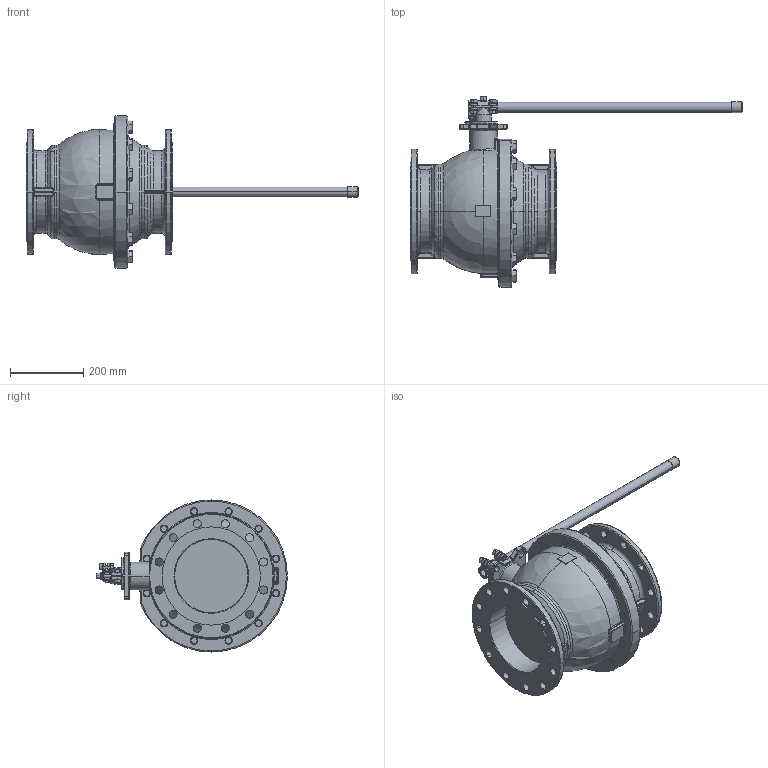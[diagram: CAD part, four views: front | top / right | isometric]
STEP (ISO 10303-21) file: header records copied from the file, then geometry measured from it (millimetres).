
FILE_DESCRIPTION(('STEP AP214'),'1');
FILE_NAME('valve_ksl77-200-16-e.stp','2020-05-05T07:58:37',('TraceParts'),('TraceParts S.A.'),'Spatial InterOp 3D',' ',' ');
FILE_SCHEMA(('AUTOMOTIVE_DESIGN { 1 0 10303 214 1 1 1 1 }'));
Length unit declared in the file: millimetre
Products named in the file (1): Volumenkörper3
Bounding box: 906 x 520.5 x 415 mm (x, y, z)
Volume: 25492347.1 mm3; surface area: 1112199.8 mm2
Topology: 14 solids, 14 shells, 1355 faces, 3452 edges, 2159 vertices
Faces by surface type: cylinder 505, plane 359, bspline 180, cone 171, torus 119, sphere 21
Entity records: 58459 total; most frequent: CARTESIAN_POINT 15395, ORIENTED_EDGE 6840, DIRECTION 6711, EDGE_CURVE 3420, AXIS2_PLACEMENT_3D 2758, VERTEX_POINT 2158, EDGE_LOOP 1520, CIRCLE 1515
